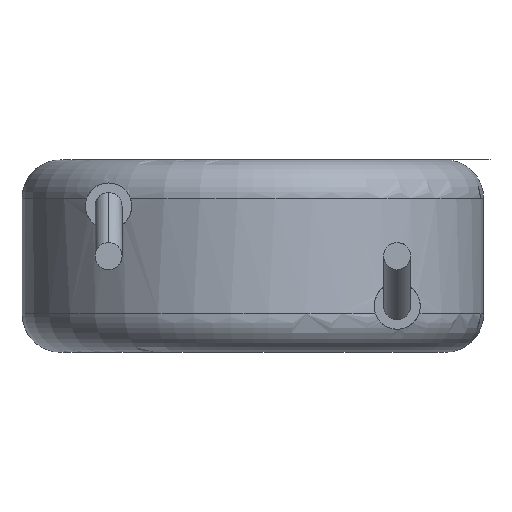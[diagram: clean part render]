
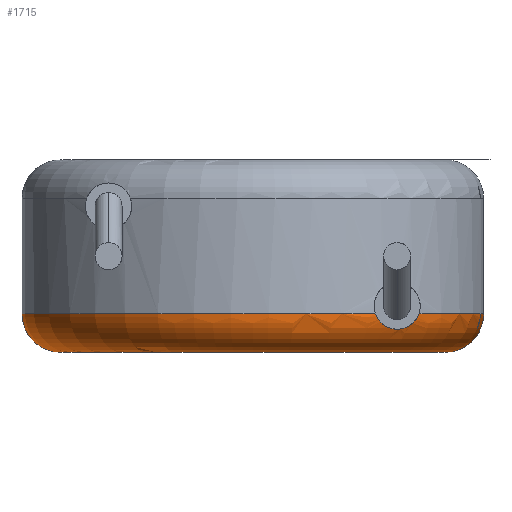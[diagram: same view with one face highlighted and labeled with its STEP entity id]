
A CAD part, front view. The second image highlights one B-rep face of the part: STEP entity #1715.
In plain terms, the highlighted toroidal (fillet/blend) face has major radius 5 mm and minor radius 1 mm.
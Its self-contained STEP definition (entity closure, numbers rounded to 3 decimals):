
#5 = EDGE_CURVE ( 'NONE', #1362, #331, #1400, .T. ) ;
#46 = CARTESIAN_POINT ( 'NONE',  ( 3.368, -4.923, 0.734 ) ) ;
#132 = VERTEX_POINT ( 'NONE', #785 ) ;
#193 = CARTESIAN_POINT ( 'NONE',  ( 0., 0., 1. ) ) ;
#202 = CARTESIAN_POINT ( 'NONE',  ( 0., 0., 0. ) ) ;
#216 = CIRCLE ( 'NONE', #369, 6. ) ;
#248 = ORIENTED_EDGE ( 'NONE', *, *, #1188, .T. ) ;
#271 = AXIS2_PLACEMENT_3D ( 'NONE', #3752, #1098, #1135 ) ;
#299 = AXIS2_PLACEMENT_3D ( 'NONE', #418, #439, #378 ) ;
#331 = VERTEX_POINT ( 'NONE', #3400 ) ;
#352 = CARTESIAN_POINT ( 'NONE',  ( 3.616, -4.687, 0.604 ) ) ;
#369 = AXIS2_PLACEMENT_3D ( 'NONE', #193, #448, #1289 ) ;
#378 = DIRECTION ( 'NONE',  ( 0., 0., -1. ) ) ;
#418 = CARTESIAN_POINT ( 'NONE',  ( 5., 0., 1. ) ) ;
#430 = ORIENTED_EDGE ( 'NONE', *, *, #2611, .F. ) ;
#439 = DIRECTION ( 'NONE',  ( 0., -1., 0. ) ) ;
#448 = DIRECTION ( 'NONE',  ( 0., 0., 1. ) ) ;
#464 = VERTEX_POINT ( 'NONE', #473 ) ;
#473 = CARTESIAN_POINT ( 'NONE',  ( 4.316, -4.168, 1. ) ) ;
#490 = DIRECTION ( 'NONE',  ( 0., 0., 1. ) ) ;
#526 = CIRCLE ( 'NONE', #271, 1. ) ;
#543 = DIRECTION ( 'NONE',  ( 1., 0., 0. ) ) ;
#596 = CARTESIAN_POINT ( 'NONE',  ( 4.178, -4.271, 0.761 ) ) ;
#609 = CARTESIAN_POINT ( 'NONE',  ( 3.208, -5.07, 0.932 ) ) ;
#643 = CARTESIAN_POINT ( 'NONE',  ( 3.841, -4.501, 0.596 ) ) ;
#785 = CARTESIAN_POINT ( 'NONE',  ( -5., 0., 0. ) ) ;
#832 = DIRECTION ( 'NONE',  ( 0., 0., -1. ) ) ;
#889 = CARTESIAN_POINT ( 'NONE',  ( 3.323, -4.966, 0.774 ) ) ;
#1097 = DIRECTION ( 'NONE',  ( 1., 0., 0. ) ) ;
#1098 = DIRECTION ( 'NONE',  ( 0., 1., 0. ) ) ;
#1135 = DIRECTION ( 'NONE',  ( -1., 0., 0. ) ) ;
#1188 = EDGE_CURVE ( 'NONE', #464, #1848, #2539, .T. ) ;
#1278 = CARTESIAN_POINT ( 'NONE',  ( 5., 0., 0. ) ) ;
#1289 = DIRECTION ( 'NONE',  ( 1., 0., 0. ) ) ;
#1362 = VERTEX_POINT ( 'NONE', #1278 ) ;
#1400 = CIRCLE ( 'NONE', #299, 1. ) ;
#1560 = CIRCLE ( 'NONE', #2002, 5. ) ;
#1715 = ADVANCED_FACE ( 'NONE', ( #3113 ), #2003, .T. ) ;
#1759 = CARTESIAN_POINT ( 'NONE',  ( 3.184, -5.085, 1. ) ) ;
#1782 = CARTESIAN_POINT ( 'NONE',  ( 3.51, -4.787, 0.638 ) ) ;
#1848 = VERTEX_POINT ( 'NONE', #1759 ) ;
#1972 = EDGE_LOOP ( 'NONE', ( #2575, #2421, #2908, #3446, #248, #430 ) ) ;
#2002 = AXIS2_PLACEMENT_3D ( 'NONE', #202, #832, #543 ) ;
#2003 = TOROIDAL_SURFACE ( 'NONE', #2518, 5., 1. ) ;
#2083 = CARTESIAN_POINT ( 'NONE',  ( 3.243, -5.04, 0.873 ) ) ;
#2117 = CARTESIAN_POINT ( 'NONE',  ( 3.961, -4.414, 0.624 ) ) ;
#2146 = VERTEX_POINT ( 'NONE', #3438 ) ;
#2164 = CIRCLE ( 'NONE', #2223, 6. ) ;
#2223 = AXIS2_PLACEMENT_3D ( 'NONE', #3605, #3652, #2774 ) ;
#2295 = EDGE_CURVE ( 'NONE', #1362, #132, #1560, .T. ) ;
#2337 = EDGE_CURVE ( 'NONE', #464, #331, #216, .T. ) ;
#2421 = ORIENTED_EDGE ( 'NONE', *, *, #2295, .F. ) ;
#2518 = AXIS2_PLACEMENT_3D ( 'NONE', #3602, #490, #1097 ) ;
#2539 = B_SPLINE_CURVE_WITH_KNOTS ( 'NONE', 3,
 ( #2948, #3254, #596, #2117, #643, #352, #1782, #46, #889, #2083, #609, #3270 ),
 .UNSPECIFIED., .F., .F.,
 ( 4, 2, 2, 2, 2, 4 ),
 ( 0., 0., 0.001, 0.001, 0.002, 0.002 ),
 .UNSPECIFIED. ) ;
#2575 = ORIENTED_EDGE ( 'NONE', *, *, #3259, .F. ) ;
#2611 = EDGE_CURVE ( 'NONE', #2146, #1848, #2164, .T. ) ;
#2774 = DIRECTION ( 'NONE',  ( 1., 0., 0. ) ) ;
#2908 = ORIENTED_EDGE ( 'NONE', *, *, #5, .T. ) ;
#2948 = CARTESIAN_POINT ( 'NONE',  ( 4.316, -4.168, 1. ) ) ;
#3113 = FACE_OUTER_BOUND ( 'NONE', #1972, .T. ) ;
#3254 = CARTESIAN_POINT ( 'NONE',  ( 4.269, -4.216, 0.869 ) ) ;
#3259 = EDGE_CURVE ( 'NONE', #132, #2146, #526, .T. ) ;
#3270 = CARTESIAN_POINT ( 'NONE',  ( 3.184, -5.085, 1. ) ) ;
#3400 = CARTESIAN_POINT ( 'NONE',  ( 6., 0., 1. ) ) ;
#3438 = CARTESIAN_POINT ( 'NONE',  ( -6., 0., 1. ) ) ;
#3446 = ORIENTED_EDGE ( 'NONE', *, *, #2337, .F. ) ;
#3602 = CARTESIAN_POINT ( 'NONE',  ( 0., 0., 1. ) ) ;
#3605 = CARTESIAN_POINT ( 'NONE',  ( 0., 0., 1. ) ) ;
#3652 = DIRECTION ( 'NONE',  ( 0., 0., 1. ) ) ;
#3752 = CARTESIAN_POINT ( 'NONE',  ( -5., 0., 1. ) ) ;
